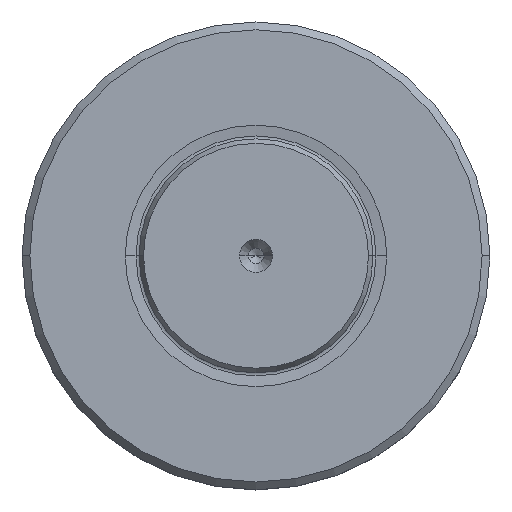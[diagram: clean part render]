
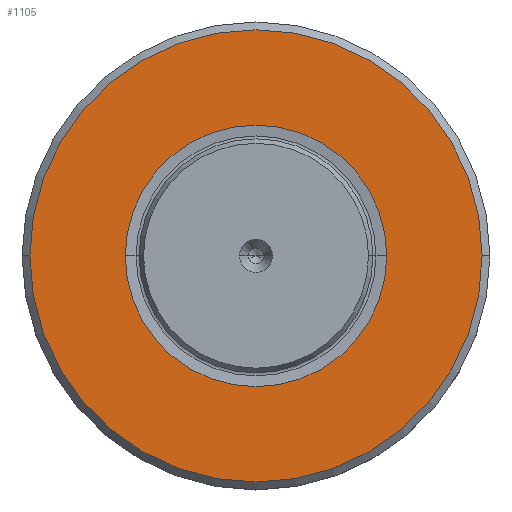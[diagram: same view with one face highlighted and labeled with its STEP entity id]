
A CAD part, top view. The second image highlights one B-rep face of the part: STEP entity #1105.
In plain terms, the highlighted planar face has unit normal (0, 0, 1).
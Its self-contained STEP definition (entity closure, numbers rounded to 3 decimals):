
#342=CARTESIAN_POINT('',(0.,0.,0.));
#343=DIRECTION('',(0.,0.,1.));
#344=DIRECTION('',(-1.,0.,0.));
#345=AXIS2_PLACEMENT_3D('',#342,#343,#344);
#350=CARTESIAN_POINT('',(0.,0.,0.));
#351=DIRECTION('',(0.,0.,-1.));
#352=DIRECTION('',(-1.,0.,0.));
#353=AXIS2_PLACEMENT_3D('',#350,#351,#352);
#358=CARTESIAN_POINT('',(0.,0.,0.));
#359=DIRECTION('',(0.,0.,-1.));
#360=DIRECTION('',(-1.,0.,0.));
#361=AXIS2_PLACEMENT_3D('',#358,#359,#360);
#373=CARTESIAN_POINT('',(0.,0.,0.));
#374=DIRECTION('',(0.,0.,1.));
#375=DIRECTION('',(-1.,0.,0.));
#376=AXIS2_PLACEMENT_3D('',#373,#374,#375);
#740=CARTESIAN_POINT('',(-29.,0.,0.));
#742=VERTEX_POINT('',#740);
#752=CARTESIAN_POINT('',(29.,0.,0.));
#754=VERTEX_POINT('',#752);
#766=CARTESIAN_POINT('',(-16.765,0.,0.));
#767=VERTEX_POINT('',#766);
#784=CARTESIAN_POINT('',(16.765,0.,0.));
#785=VERTEX_POINT('',#784);
#1090=CARTESIAN_POINT('',(0.,0.,0.));
#1091=DIRECTION('',(0.,0.,-1.));
#1092=DIRECTION('',(-1.,0.,0.));
#1093=AXIS2_PLACEMENT_3D('',#1090,#1091,#1092);
#1094=PLANE('',#1093);
#1096=ORIENTED_EDGE('',*,*,#1095,.T.);
#1098=ORIENTED_EDGE('',*,*,#1097,.F.);
#1099=EDGE_LOOP('',(#1096,#1098));
#1100=FACE_OUTER_BOUND('',#1099,.F.);
#1101=ORIENTED_EDGE('',*,*,#1072,.T.);
#1102=ORIENTED_EDGE('',*,*,#1083,.F.);
#1103=EDGE_LOOP('',(#1101,#1102));
#1104=FACE_BOUND('',#1103,.F.);
#1105=ADVANCED_FACE('',(#1100,#1104),#1094,.F.);
#346=CIRCLE('',#345,16.765);
#354=CIRCLE('',#353,16.765);
#362=CIRCLE('',#361,29.);
#377=CIRCLE('',#376,29.);
#1072=EDGE_CURVE('',#767,#785,#346,.T.);
#1083=EDGE_CURVE('',#767,#785,#354,.T.);
#1095=EDGE_CURVE('',#742,#754,#362,.T.);
#1097=EDGE_CURVE('',#742,#754,#377,.T.);
